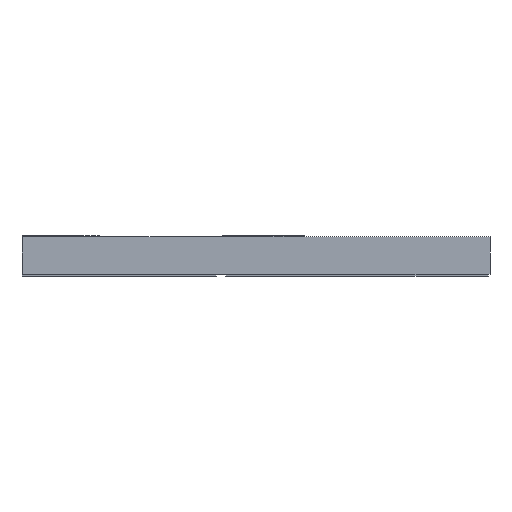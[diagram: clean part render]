
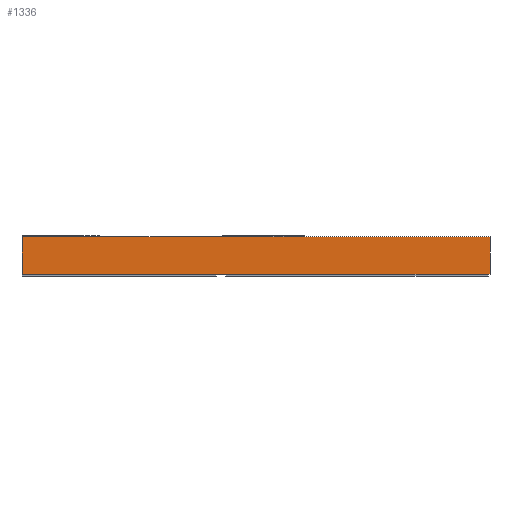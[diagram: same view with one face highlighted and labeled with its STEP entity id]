
A CAD part, left-side view. The second image highlights one B-rep face of the part: STEP entity #1336.
In plain terms, the highlighted planar face has unit normal (-1, 0, 0).
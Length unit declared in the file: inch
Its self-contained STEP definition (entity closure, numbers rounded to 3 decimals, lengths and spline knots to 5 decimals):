
#47 = DIRECTION ( 'NONE',  ( 0., 0., -1. ) ) ;
#55 = VECTOR ( 'NONE', #795, 39.37008 ) ;
#113 = PLANE ( 'NONE',  #4580 ) ;
#139 = VECTOR ( 'NONE', #1434, 39.37008 ) ;
#143 = DIRECTION ( 'NONE',  ( 0., 0., -1. ) ) ;
#436 = VERTEX_POINT ( 'NONE', #4542 ) ;
#457 = ORIENTED_EDGE ( 'NONE', *, *, #1654, .T. ) ;
#526 = CARTESIAN_POINT ( 'NONE',  ( -0.25, -0.25, 0.04 ) ) ;
#795 = DIRECTION ( 'NONE',  ( 0., 0., -1. ) ) ;
#873 = DIRECTION ( 'NONE',  ( 1., 0., 0. ) ) ;
#894 = VECTOR ( 'NONE', #47, 39.37008 ) ;
#1280 = EDGE_CURVE ( 'NONE', #4788, #436, #1636, .T. ) ;
#1336 = ADVANCED_FACE ( 'NONE', ( #4912 ), #113, .F. ) ;
#1434 = DIRECTION ( 'NONE',  ( 0., -1., 0. ) ) ;
#1569 = CARTESIAN_POINT ( 'NONE',  ( -0.25, 0.25, 0.04 ) ) ;
#1636 = LINE ( 'NONE', #5114, #55 ) ;
#1654 = EDGE_CURVE ( 'NONE', #4558, #2622, #3203, .T. ) ;
#1737 = CARTESIAN_POINT ( 'NONE',  ( -0.25, 0.25, 0. ) ) ;
#1811 = EDGE_CURVE ( 'NONE', #2622, #436, #2752, .T. ) ;
#2328 = EDGE_CURVE ( 'NONE', #4558, #4788, #4235, .T. ) ;
#2622 = VERTEX_POINT ( 'NONE', #1737 ) ;
#2752 = LINE ( 'NONE', #3145, #139 ) ;
#3145 = CARTESIAN_POINT ( 'NONE',  ( -0.25, -0.25, 0. ) ) ;
#3187 = ORIENTED_EDGE ( 'NONE', *, *, #1811, .T. ) ;
#3203 = LINE ( 'NONE', #1569, #894 ) ;
#3406 = VECTOR ( 'NONE', #5014, 39.37008 ) ;
#3430 = CARTESIAN_POINT ( 'NONE',  ( -0.25, -0.25, 0.04 ) ) ;
#3715 = EDGE_LOOP ( 'NONE', ( #4210, #4923, #457, #3187 ) ) ;
#4144 = CARTESIAN_POINT ( 'NONE',  ( -0.25, -0.25, 0.04 ) ) ;
#4210 = ORIENTED_EDGE ( 'NONE', *, *, #1280, .F. ) ;
#4235 = LINE ( 'NONE', #3430, #3406 ) ;
#4542 = CARTESIAN_POINT ( 'NONE',  ( -0.25, -0.25, 0. ) ) ;
#4558 = VERTEX_POINT ( 'NONE', #4824 ) ;
#4580 = AXIS2_PLACEMENT_3D ( 'NONE', #526, #873, #143 ) ;
#4788 = VERTEX_POINT ( 'NONE', #4144 ) ;
#4824 = CARTESIAN_POINT ( 'NONE',  ( -0.25, 0.25, 0.04 ) ) ;
#4912 = FACE_OUTER_BOUND ( 'NONE', #3715, .T. ) ;
#4923 = ORIENTED_EDGE ( 'NONE', *, *, #2328, .F. ) ;
#5014 = DIRECTION ( 'NONE',  ( 0., -1., 0. ) ) ;
#5114 = CARTESIAN_POINT ( 'NONE',  ( -0.25, -0.25, 0.04 ) ) ;
